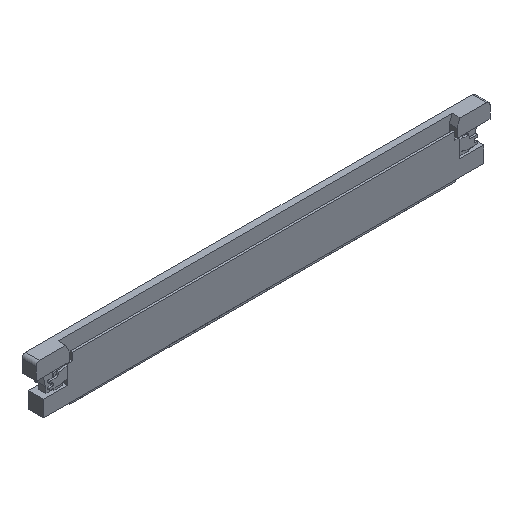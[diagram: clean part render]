
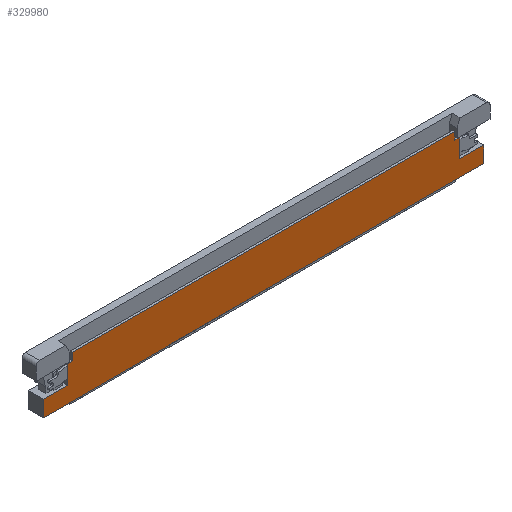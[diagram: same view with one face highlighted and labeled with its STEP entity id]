
A CAD part, isometric view. The second image highlights one B-rep face of the part: STEP entity #329980.
In plain terms, the highlighted planar face has unit normal (0, -1, 0).
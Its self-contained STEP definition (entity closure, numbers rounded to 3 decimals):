
#12700=CARTESIAN_POINT('',(-8.45,-0.61,5.));
#12710=VERTEX_POINT('',#12700);
#12880=CARTESIAN_POINT('',(-8.45,-0.61,6.3));
#12890=VERTEX_POINT('',#12880);
#12920=CARTESIAN_POINT('',(-8.45,-0.61,5.));
#12930=DIRECTION('',(0.,0.,1.));
#12940=VECTOR('',#12930,1.);
#12950=LINE('',#12920,#12940);
#12960=EDGE_CURVE('',#12710,#12890,#12950,.T.);
#13190=CARTESIAN_POINT('',(-6.5,-0.61,6.3));
#13200=VERTEX_POINT('',#13190);
#13230=CARTESIAN_POINT('',(-8.45,-0.61,6.3));
#13240=DIRECTION('',(1.,0.,0.));
#13250=VECTOR('',#13240,1.);
#13260=LINE('',#13230,#13250);
#13270=EDGE_CURVE('',#12890,#13200,#13260,.T.);
#14520=CARTESIAN_POINT('',(-6.5,-0.61,7.8));
#14530=VERTEX_POINT('',#14520);
#14560=CARTESIAN_POINT('',(-6.5,-0.61,7.8));
#14570=DIRECTION('',(0.,0.,-1.));
#14580=VECTOR('',#14570,1.);
#14590=LINE('',#14560,#14580);
#14600=CARTESIAN_POINT('',(-6.5,-0.61,7.682));
#14610=VERTEX_POINT('',#14600);
#14620=EDGE_CURVE('',#14530,#14610,#14590,.T.);
#14840=CARTESIAN_POINT('',(-6.5,-0.61,6.74));
#14850=VERTEX_POINT('',#14840);
#14880=EDGE_CURVE('',#14850,#13200,#14590,.T.);
#15270=CARTESIAN_POINT('',(-6.1,-0.61,7.8));
#15280=VERTEX_POINT('',#15270);
#15310=CARTESIAN_POINT('',(-6.5,-0.61,7.8));
#15320=DIRECTION('',(1.,0.,0.));
#15330=VECTOR('',#15320,1.);
#15340=LINE('',#15310,#15330);
#15350=EDGE_CURVE('',#14530,#15280,#15340,.T.);
#15580=CARTESIAN_POINT('',(-6.1,-0.61,8.4));
#15590=VERTEX_POINT('',#15580);
#15620=CARTESIAN_POINT('',(-6.1,-0.61,8.4));
#15630=DIRECTION('',(0.,0.,-1.));
#15640=VECTOR('',#15630,1.);
#15650=LINE('',#15620,#15640);
#15660=EDGE_CURVE('',#15590,#15280,#15650,.T.);
#54930=CARTESIAN_POINT('',(-6.5,-0.61,0.));
#54940=DIRECTION('',(0.,0.,1.));
#54950=VECTOR('',#54940,1.);
#54960=LINE('',#54930,#54950);
#54970=EDGE_CURVE('',#14850,#14610,#54960,.T.);
#259330=CARTESIAN_POINT('',(26.95,-0.61,5.));
#259340=VERTEX_POINT('',#259330);
#259610=CARTESIAN_POINT('',(26.95,-0.61,5.));
#259620=DIRECTION('',(-1.,0.,0.));
#259630=VECTOR('',#259620,1.);
#259640=LINE('',#259610,#259630);
#259650=EDGE_CURVE('',#259340,#12710,#259640,.T.);
#262360=CARTESIAN_POINT('',(26.95,-0.61,6.3));
#262370=VERTEX_POINT('',#262360);
#262490=CARTESIAN_POINT('',(26.95,-0.61,6.3));
#262500=DIRECTION('',(0.,0.,-1.));
#262510=VECTOR('',#262500,1.);
#262520=LINE('',#262490,#262510);
#262530=EDGE_CURVE('',#262370,#259340,#262520,.T.);
#283370=CARTESIAN_POINT('',(24.6,-0.61,8.4));
#283380=VERTEX_POINT('',#283370);
#283460=CARTESIAN_POINT('',(24.6,-0.61,7.8));
#283470=VERTEX_POINT('',#283460);
#283500=CARTESIAN_POINT('',(24.6,-0.61,7.8));
#283510=DIRECTION('',(0.,0.,1.));
#283520=VECTOR('',#283510,1.);
#283530=LINE('',#283500,#283520);
#283540=EDGE_CURVE('',#283470,#283380,#283530,.T.);
#284400=CARTESIAN_POINT('',(25.,-0.61,6.3));
#284410=VERTEX_POINT('',#284400);
#284460=CARTESIAN_POINT('',(25.,-0.61,6.3));
#284470=DIRECTION('',(1.,0.,0.));
#284480=VECTOR('',#284470,1.);
#284490=LINE('',#284460,#284480);
#284500=EDGE_CURVE('',#284410,#262370,#284490,.T.);
#288740=CARTESIAN_POINT('',(1.9,-0.61,8.4));
#288750=DIRECTION('',(1.,0.,0.));
#288760=VECTOR('',#288750,1.);
#288770=LINE('',#288740,#288760);
#288780=EDGE_CURVE('',#15590,#283380,#288770,.T.);
#321890=CARTESIAN_POINT('',(25.,-0.61,7.8));
#321900=VERTEX_POINT('',#321890);
#321930=CARTESIAN_POINT('',(24.6,-0.61,7.8));
#321940=DIRECTION('',(1.,0.,0.));
#321950=VECTOR('',#321940,1.);
#321960=LINE('',#321930,#321950);
#321970=EDGE_CURVE('',#283470,#321900,#321960,.T.);
#323970=CARTESIAN_POINT('',(25.,-0.61,6.74));
#323980=VERTEX_POINT('',#323970);
#324010=CARTESIAN_POINT('',(25.,-0.61,0.));
#324020=DIRECTION('',(-0.,0.,-1.));
#324030=VECTOR('',#324020,1.);
#324040=LINE('',#324010,#324030);
#324050=CARTESIAN_POINT('',(25.,-0.61,7.682));
#324060=VERTEX_POINT('',#324050);
#324070=EDGE_CURVE('',#324060,#323980,#324040,.T.);
#329610=CARTESIAN_POINT('',(25.,-0.61,5.));
#329620=DIRECTION('',(0.,0.,1.));
#329630=VECTOR('',#329620,1.);
#329640=LINE('',#329610,#329630);
#329650=EDGE_CURVE('',#284410,#323980,#329640,.T.);
#329700=EDGE_CURVE('',#324060,#321900,#329640,.T.);
#329750=CARTESIAN_POINT('',(19.426,-0.61,11.004));
#329760=DIRECTION('',(0.,-1.,0.));
#329770=DIRECTION('',(1.,0.,0.));
#329780=AXIS2_PLACEMENT_3D('',#329750,#329760,#329770);
#329790=PLANE('',#329780);
#329800=ORIENTED_EDGE('',*,*,#283540,.T.);
#329810=ORIENTED_EDGE('',*,*,#321970,.F.);
#329820=ORIENTED_EDGE('',*,*,#329700,.T.);
#329830=ORIENTED_EDGE('',*,*,#324070,.F.);
#329840=ORIENTED_EDGE('',*,*,#329650,.T.);
#329850=ORIENTED_EDGE('',*,*,#284500,.F.);
#329860=ORIENTED_EDGE('',*,*,#262530,.F.);
#329870=ORIENTED_EDGE('',*,*,#259650,.F.);
#329880=ORIENTED_EDGE('',*,*,#12960,.F.);
#329890=ORIENTED_EDGE('',*,*,#13270,.F.);
#329900=ORIENTED_EDGE('',*,*,#14880,.T.);
#329910=ORIENTED_EDGE('',*,*,#54970,.F.);
#329920=ORIENTED_EDGE('',*,*,#14620,.T.);
#329930=ORIENTED_EDGE('',*,*,#15350,.F.);
#329940=ORIENTED_EDGE('',*,*,#15660,.T.);
#329950=ORIENTED_EDGE('',*,*,#288780,.F.);
#329960=EDGE_LOOP('',(#329950,#329940,#329930,#329920,#329910,#329900,
#329890,#329880,#329870,#329860,#329850,#329840,#329830,#329820,#329810,
#329800));
#329970=FACE_OUTER_BOUND('',#329960,.T.);
#329980=ADVANCED_FACE('',(#329970),#329790,.T.);
